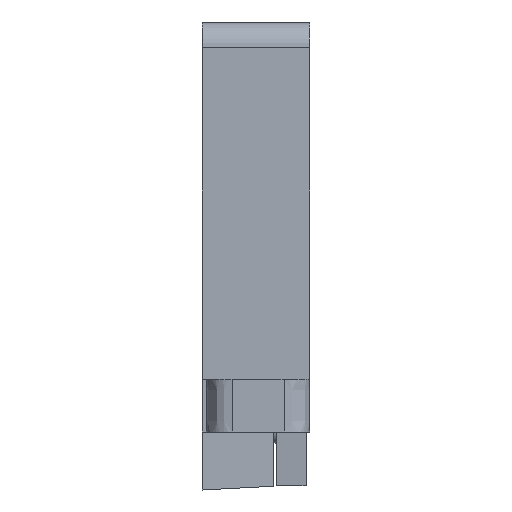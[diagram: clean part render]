
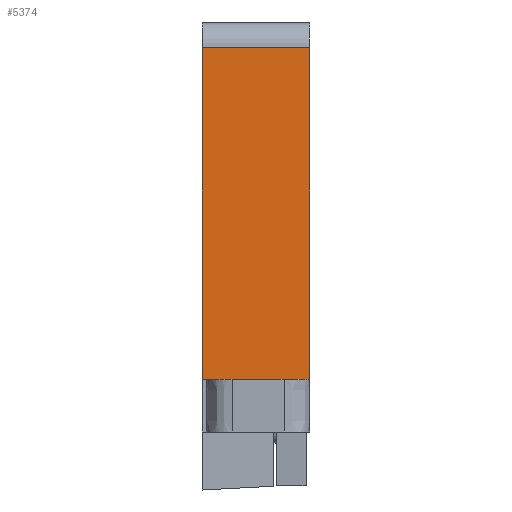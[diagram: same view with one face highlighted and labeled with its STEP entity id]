
A CAD part, front view. The second image highlights one B-rep face of the part: STEP entity #5374.
In plain terms, the highlighted planar face has unit normal (0, -1, 0).
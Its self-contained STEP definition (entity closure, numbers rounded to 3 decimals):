
#5346=AXIS2_PLACEMENT_3D('Plane Axis2P3D',#5343,#5344,#5345) ;
#2365=CARTESIAN_POINT('Vertex',(0.494,5.826,12.859)) ;
#2368=CARTESIAN_POINT('Line Origine',(0.247,5.826,12.859)) ;
#2372=CARTESIAN_POINT('Vertex',(0.,5.826,12.859)) ;
#3927=CARTESIAN_POINT('Line Origine',(0.,5.826,32.084)) ;
#3931=CARTESIAN_POINT('Vertex',(0.,5.826,51.31)) ;
#5343=CARTESIAN_POINT('Axis2P3D Location',(12.5,5.826,51.31)) ;
#5348=CARTESIAN_POINT('Line Origine',(6.497,5.826,12.859)) ;
#5352=CARTESIAN_POINT('Vertex',(12.5,5.826,12.859)) ;
#5355=CARTESIAN_POINT('Line Origine',(12.5,5.826,32.084)) ;
#5359=CARTESIAN_POINT('Vertex',(12.5,5.826,51.31)) ;
#5362=CARTESIAN_POINT('Line Origine',(6.25,5.826,51.31)) ;
#2369=DIRECTION('Vector Direction',(-1.,0.,0.)) ;
#3928=DIRECTION('Vector Direction',(0.,0.,-1.)) ;
#5344=DIRECTION('Axis2P3D Direction',(0.,1.,0.)) ;
#5345=DIRECTION('Axis2P3D XDirection',(0.,0.,-1.)) ;
#5349=DIRECTION('Vector Direction',(-1.,0.,0.)) ;
#5356=DIRECTION('Vector Direction',(0.,0.,-1.)) ;
#5363=DIRECTION('Vector Direction',(-1.,0.,0.)) ;
#2370=VECTOR('Line Direction',#2369,1.) ;
#3929=VECTOR('Line Direction',#3928,1.) ;
#5350=VECTOR('Line Direction',#5349,1.) ;
#5357=VECTOR('Line Direction',#5356,1.) ;
#5364=VECTOR('Line Direction',#5363,1.) ;
#5368=ORIENTED_EDGE('',*,*,#2374,.T.) ;
#5369=ORIENTED_EDGE('',*,*,#5354,.T.) ;
#5370=ORIENTED_EDGE('',*,*,#5361,.F.) ;
#5371=ORIENTED_EDGE('',*,*,#5366,.T.) ;
#5372=ORIENTED_EDGE('',*,*,#3933,.T.) ;
#5374=ADVANCED_FACE('Klemme',(#5373),#5347,.F.) ;
#2374=EDGE_CURVE('',#2373,#2366,#2371,.F.) ;
#3933=EDGE_CURVE('',#3932,#2373,#3930,.T.) ;
#5354=EDGE_CURVE('',#2366,#5353,#5351,.F.) ;
#5361=EDGE_CURVE('',#5360,#5353,#5358,.T.) ;
#5366=EDGE_CURVE('',#5360,#3932,#5365,.T.) ;
#5367=EDGE_LOOP('',(#5368,#5369,#5370,#5371,#5372)) ;
#5373=FACE_OUTER_BOUND('',#5367,.T.) ;
#2371=LINE('Line',#2368,#2370) ;
#3930=LINE('Line',#3927,#3929) ;
#5351=LINE('Line',#5348,#5350) ;
#5358=LINE('Line',#5355,#5357) ;
#5365=LINE('Line',#5362,#5364) ;
#5347=PLANE('',#5346) ;
#2366=VERTEX_POINT('',#2365) ;
#2373=VERTEX_POINT('',#2372) ;
#3932=VERTEX_POINT('',#3931) ;
#5353=VERTEX_POINT('',#5352) ;
#5360=VERTEX_POINT('',#5359) ;
